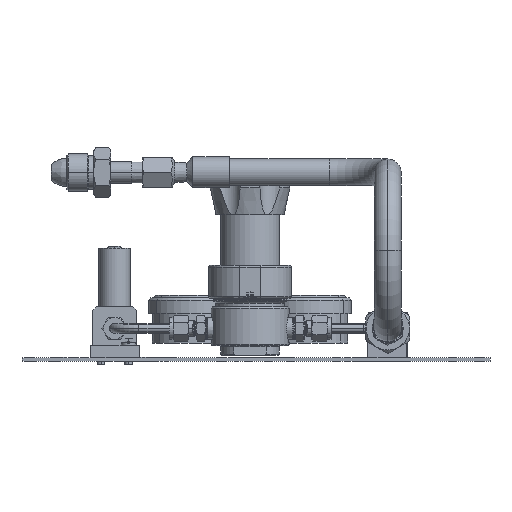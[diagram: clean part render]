
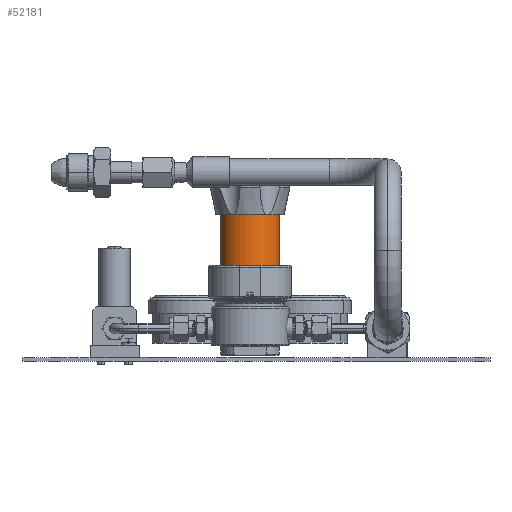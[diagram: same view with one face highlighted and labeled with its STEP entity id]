
A CAD part, front view. The second image highlights one B-rep face of the part: STEP entity #52181.
In plain terms, the highlighted cylindrical face has radius 19.215 mm (diameter 38.43 mm), a partial arc.
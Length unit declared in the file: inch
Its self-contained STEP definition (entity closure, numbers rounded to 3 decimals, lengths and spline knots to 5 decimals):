
#51819=CARTESIAN_POINT('',(0.,0.85,0.));
#51820=DIRECTION('',(0.,1.,0.));
#51821=DIRECTION('',(1.,0.,0.));
#51822=AXIS2_PLACEMENT_3D('',#51819,#51820,#51821);
#51894=DIRECTION('',(0.,1.,0.));
#51895=VECTOR('',#51894,1.75);
#51896=CARTESIAN_POINT('',(-0.7565,0.85,0.));
#51897=LINE('',#51896,#51895);
#51898=DIRECTION('',(0.,1.,0.));
#51899=VECTOR('',#51898,1.75);
#51900=CARTESIAN_POINT('',(0.7565,0.85,0.));
#51901=LINE('',#51900,#51899);
#51907=CARTESIAN_POINT('',(0.,2.6,0.));
#51908=DIRECTION('',(0.,1.,0.));
#51909=DIRECTION('',(1.,0.,0.));
#51910=AXIS2_PLACEMENT_3D('',#51907,#51908,#51909);
#51944=CARTESIAN_POINT('',(-0.7565,2.6,0.));
#51945=CARTESIAN_POINT('',(0.7565,2.6,0.));
#51946=VERTEX_POINT('',#51944);
#51947=VERTEX_POINT('',#51945);
#51948=CARTESIAN_POINT('',(-0.7565,0.85,0.));
#51949=CARTESIAN_POINT('',(0.7565,0.85,0.));
#51950=VERTEX_POINT('',#51948);
#51951=VERTEX_POINT('',#51949);
#52169=CARTESIAN_POINT('',(0.,0.85,0.));
#52170=DIRECTION('',(0.,1.,0.));
#52171=DIRECTION('',(-1.,0.,0.));
#52172=AXIS2_PLACEMENT_3D('',#52169,#52170,#52171);
#52173=CYLINDRICAL_SURFACE('',#52172,0.7565);
#52174=ORIENTED_EDGE('',*,*,#52070,.F.);
#52175=ORIENTED_EDGE('',*,*,#52164,.T.);
#52177=ORIENTED_EDGE('',*,*,#52176,.T.);
#52178=ORIENTED_EDGE('',*,*,#52160,.F.);
#52179=EDGE_LOOP('',(#52174,#52175,#52177,#52178));
#52180=FACE_OUTER_BOUND('',#52179,.F.);
#52181=ADVANCED_FACE('',(#52180),#52173,.T.);
#51823=CIRCLE('',#51822,0.7565);
#51911=CIRCLE('',#51910,0.7565);
#52070=EDGE_CURVE('',#51951,#51950,#51823,.T.);
#52160=EDGE_CURVE('',#51950,#51946,#51897,.T.);
#52164=EDGE_CURVE('',#51951,#51947,#51901,.T.);
#52176=EDGE_CURVE('',#51947,#51946,#51911,.T.);
